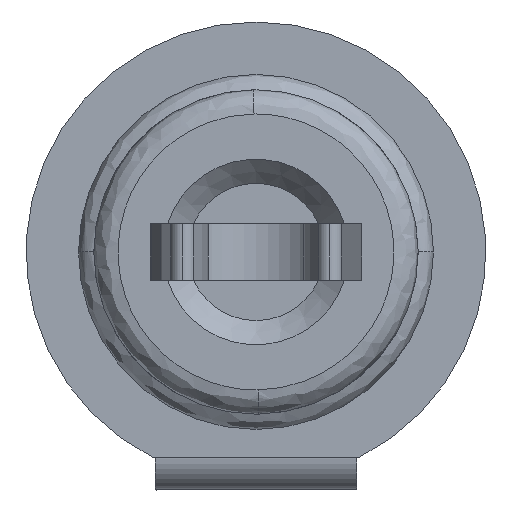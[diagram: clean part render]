
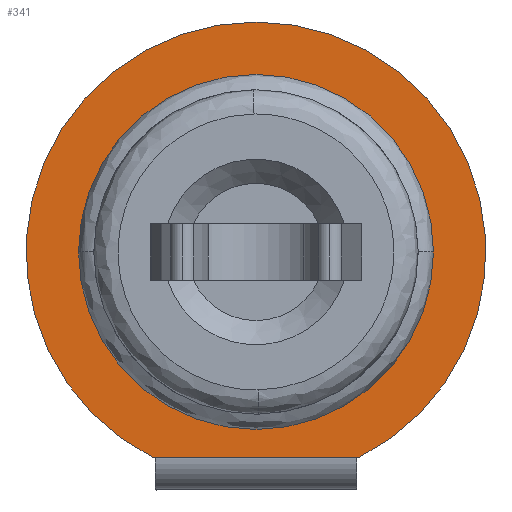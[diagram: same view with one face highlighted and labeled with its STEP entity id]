
A CAD part, left-side view. The second image highlights one B-rep face of the part: STEP entity #341.
In plain terms, the highlighted planar face has unit normal (-1, 0, 0).
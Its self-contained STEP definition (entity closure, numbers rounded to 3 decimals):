
#124 = AXIS2_PLACEMENT_3D ( 'NONE', #1210, #1223, #2046 ) ;
#305 = EDGE_LOOP ( 'NONE', ( #1632, #3140, #3477 ) ) ;
#341 = ADVANCED_FACE ( 'NONE', ( #2992, #1934 ), #865, .T. ) ;
#632 = CARTESIAN_POINT ( 'NONE',  ( 13.66, 0., 1.85 ) ) ;
#661 = DIRECTION ( 'NONE',  ( 1., 0., 0. ) ) ;
#697 = DIRECTION ( 'NONE',  ( 0., 0., 1. ) ) ;
#787 = DIRECTION ( 'NONE',  ( 0., -1., 0. ) ) ;
#820 = CIRCLE ( 'NONE', #1206, 2.85 ) ;
#865 = PLANE ( 'NONE',  #4412 ) ;
#866 = CARTESIAN_POINT ( 'NONE',  ( 13.66, -1.273, -2.55 ) ) ;
#1080 = LINE ( 'NONE', #5068, #1928 ) ;
#1112 = CARTESIAN_POINT ( 'NONE',  ( 13.66, 0., 0. ) ) ;
#1158 = EDGE_CURVE ( 'NONE', #4374, #5305, #820, .T. ) ;
#1206 = AXIS2_PLACEMENT_3D ( 'NONE', #4747, #1838, #2682 ) ;
#1210 = CARTESIAN_POINT ( 'NONE',  ( 13.66, 0., 0. ) ) ;
#1223 = DIRECTION ( 'NONE',  ( -1., 0., 0. ) ) ;
#1378 = DIRECTION ( 'NONE',  ( 1., 0., 0. ) ) ;
#1459 = EDGE_CURVE ( 'NONE', #1902, #4374, #1080, .T. ) ;
#1587 = AXIS2_PLACEMENT_3D ( 'NONE', #4314, #1378, #2181 ) ;
#1632 = ORIENTED_EDGE ( 'NONE', *, *, #1459, .T. ) ;
#1838 = DIRECTION ( 'NONE',  ( -1., 0., 0. ) ) ;
#1902 = VERTEX_POINT ( 'NONE', #4749 ) ;
#1928 = VECTOR ( 'NONE', #787, 1000. ) ;
#1934 = FACE_OUTER_BOUND ( 'NONE', #305, .T. ) ;
#2046 = DIRECTION ( 'NONE',  ( 0., 0., 1. ) ) ;
#2181 = DIRECTION ( 'NONE',  ( 0., 0., 1. ) ) ;
#2397 = EDGE_LOOP ( 'NONE', ( #4371, #3611 ) ) ;
#2416 = VERTEX_POINT ( 'NONE', #3219 ) ;
#2682 = DIRECTION ( 'NONE',  ( 0., 0., 1. ) ) ;
#2850 = EDGE_CURVE ( 'NONE', #5426, #2416, #2869, .T. ) ;
#2869 = CIRCLE ( 'NONE', #1587, 1.85 ) ;
#2992 = FACE_BOUND ( 'NONE', #2397, .T. ) ;
#3140 = ORIENTED_EDGE ( 'NONE', *, *, #1158, .T. ) ;
#3219 = CARTESIAN_POINT ( 'NONE',  ( 13.66, 0., -1.85 ) ) ;
#3360 = AXIS2_PLACEMENT_3D ( 'NONE', #1112, #661, #697 ) ;
#3416 = DIRECTION ( 'NONE',  ( 0., 1., 0. ) ) ;
#3426 = EDGE_CURVE ( 'NONE', #2416, #5426, #5421, .T. ) ;
#3452 = CARTESIAN_POINT ( 'NONE',  ( 13.66, 0., 2.85 ) ) ;
#3477 = ORIENTED_EDGE ( 'NONE', *, *, #4217, .T. ) ;
#3611 = ORIENTED_EDGE ( 'NONE', *, *, #3426, .T. ) ;
#4043 = CIRCLE ( 'NONE', #124, 2.85 ) ;
#4217 = EDGE_CURVE ( 'NONE', #5305, #1902, #4043, .T. ) ;
#4314 = CARTESIAN_POINT ( 'NONE',  ( 13.66, 0., 0. ) ) ;
#4371 = ORIENTED_EDGE ( 'NONE', *, *, #2850, .T. ) ;
#4374 = VERTEX_POINT ( 'NONE', #866 ) ;
#4412 = AXIS2_PLACEMENT_3D ( 'NONE', #5429, #4661, #3416 ) ;
#4661 = DIRECTION ( 'NONE',  ( -1., 0., 0. ) ) ;
#4747 = CARTESIAN_POINT ( 'NONE',  ( 13.66, 0., 0. ) ) ;
#4749 = CARTESIAN_POINT ( 'NONE',  ( 13.66, 1.273, -2.55 ) ) ;
#5068 = CARTESIAN_POINT ( 'NONE',  ( 13.66, 0., -2.55 ) ) ;
#5305 = VERTEX_POINT ( 'NONE', #3452 ) ;
#5421 = CIRCLE ( 'NONE', #3360, 1.85 ) ;
#5426 = VERTEX_POINT ( 'NONE', #632 ) ;
#5429 = CARTESIAN_POINT ( 'NONE',  ( 13.66, -2.965, 2.96 ) ) ;
